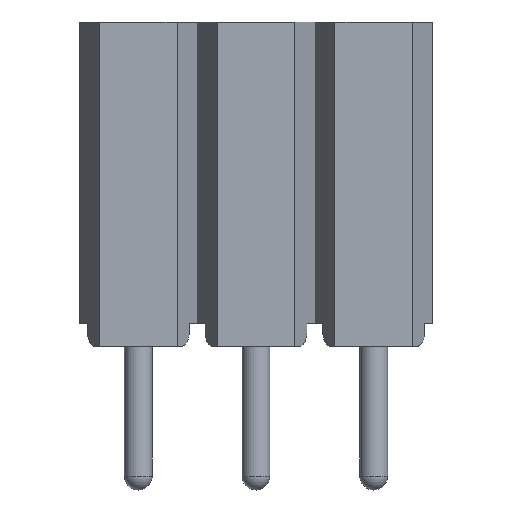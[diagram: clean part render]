
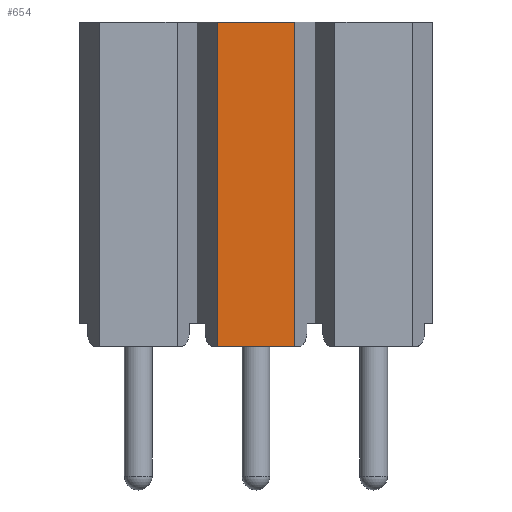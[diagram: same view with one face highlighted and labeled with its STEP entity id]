
A CAD part, front view. The second image highlights one B-rep face of the part: STEP entity #654.
In plain terms, the highlighted planar face has unit normal (0, -1, 0).
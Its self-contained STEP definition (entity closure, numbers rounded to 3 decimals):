
#124=PLANE('',#817);
#146=FACE_OUTER_BOUND('',#186,.T.);
#186=EDGE_LOOP('',(#532,#533,#534,#535));
#226=LINE('',#1122,#280);
#251=LINE('',#1178,#305);
#253=LINE('',#1181,#307);
#255=LINE('',#1185,#309);
#280=VECTOR('',#900,10.);
#305=VECTOR('',#947,10.);
#307=VECTOR('',#951,10.);
#309=VECTOR('',#957,10.);
#339=VERTEX_POINT('',#1119);
#340=VERTEX_POINT('',#1121);
#359=VERTEX_POINT('',#1175);
#360=VERTEX_POINT('',#1177);
#393=EDGE_CURVE('',#340,#339,#226,.T.);
#421=EDGE_CURVE('',#360,#359,#251,.T.);
#423=EDGE_CURVE('',#340,#359,#253,.T.);
#425=EDGE_CURVE('',#339,#360,#255,.T.);
#532=ORIENTED_EDGE('',*,*,#393,.T.);
#533=ORIENTED_EDGE('',*,*,#425,.T.);
#534=ORIENTED_EDGE('',*,*,#421,.T.);
#535=ORIENTED_EDGE('',*,*,#423,.F.);
#654=ADVANCED_FACE('',(#146),#124,.T.);
#817=AXIS2_PLACEMENT_3D('',#1184,#955,#956);
#900=DIRECTION('',(0.,0.,1.));
#947=DIRECTION('',(0.,0.,-1.));
#951=DIRECTION('',(-1.,0.,0.));
#955=DIRECTION('center_axis',(0.,-1.,0.));
#956=DIRECTION('ref_axis',(0.,0.,-1.));
#957=DIRECTION('',(-1.,0.,0.));
#1119=CARTESIAN_POINT('',(0.837,-1.25,7.));
#1121=CARTESIAN_POINT('',(0.837,-1.25,0.));
#1122=CARTESIAN_POINT('',(0.837,-1.25,3.5));
#1175=CARTESIAN_POINT('',(-0.837,-1.25,0.));
#1177=CARTESIAN_POINT('',(-0.837,-1.25,7.));
#1178=CARTESIAN_POINT('',(-0.837,-1.25,3.5));
#1181=CARTESIAN_POINT('',(1.27,-1.25,0.));
#1184=CARTESIAN_POINT('Origin',(1.27,-1.25,0.));
#1185=CARTESIAN_POINT('',(1.27,-1.25,7.));
